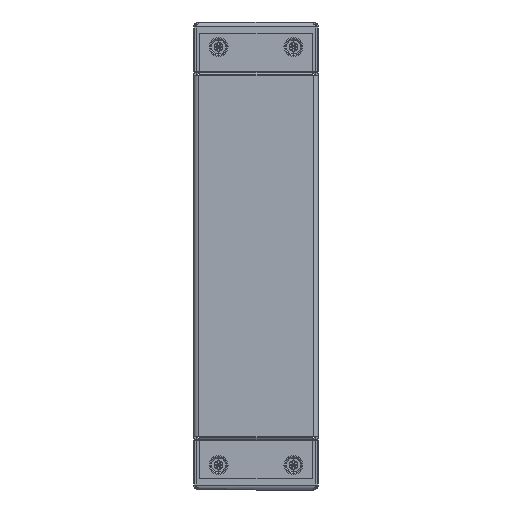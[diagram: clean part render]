
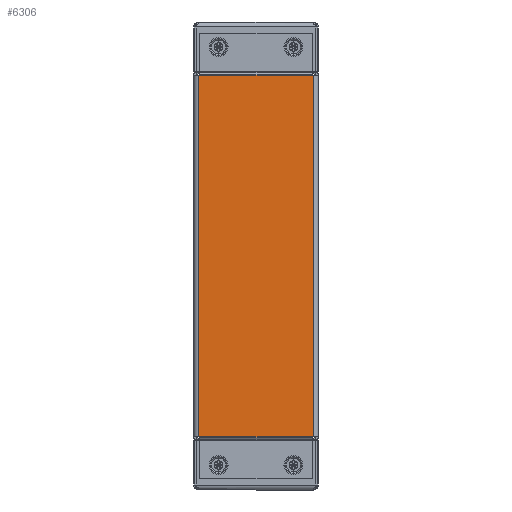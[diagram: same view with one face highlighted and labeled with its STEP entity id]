
A CAD part, left-side view. The second image highlights one B-rep face of the part: STEP entity #6306.
In plain terms, the highlighted face is planar.
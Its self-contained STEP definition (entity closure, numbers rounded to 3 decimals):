
#44 = CARTESIAN_POINT ( 'NONE',  ( 145., -50., 0. ) ) ;
#53 = DIRECTION ( 'NONE',  ( -1., 0., 0. ) ) ;
#166 = CARTESIAN_POINT ( 'NONE',  ( -145., 50., 0. ) ) ;
#186 = VERTEX_POINT ( 'NONE', #4282 ) ;
#240 = EDGE_CURVE ( 'NONE', #2020, #1751, #3596, .T. ) ;
#307 = LINE ( 'NONE', #44, #7723 ) ;
#386 = ORIENTED_EDGE ( 'NONE', *, *, #2653, .F. ) ;
#877 = VECTOR ( 'NONE', #7865, 1000. ) ;
#884 = LINE ( 'NONE', #3458, #3584 ) ;
#1071 = VERTEX_POINT ( 'NONE', #4688 ) ;
#1095 = EDGE_CURVE ( 'NONE', #1751, #186, #884, .T. ) ;
#1157 = EDGE_LOOP ( 'NONE', ( #7580, #9331, #8742, #8521, #6837, #386, #9078, #7887 ) ) ;
#1262 = EDGE_CURVE ( 'NONE', #2020, #3387, #7639, .T. ) ;
#1375 = CARTESIAN_POINT ( 'NONE',  ( 145., 45.241, 0. ) ) ;
#1407 = EDGE_CURVE ( 'NONE', #1071, #3387, #3344, .T. ) ;
#1424 = DIRECTION ( 'NONE',  ( 0., -1., 0. ) ) ;
#1469 = DIRECTION ( 'NONE',  ( 0., -1., 0. ) ) ;
#1506 = CARTESIAN_POINT ( 'NONE',  ( -145., 46., 0. ) ) ;
#1532 = CARTESIAN_POINT ( 'NONE',  ( -145., -45.241, 0. ) ) ;
#1633 = CARTESIAN_POINT ( 'NONE',  ( 145., -46., 0. ) ) ;
#1679 = VECTOR ( 'NONE', #1469, 1000. ) ;
#1751 = VERTEX_POINT ( 'NONE', #1375 ) ;
#1979 = VERTEX_POINT ( 'NONE', #2364 ) ;
#2020 = VERTEX_POINT ( 'NONE', #5155 ) ;
#2161 = LINE ( 'NONE', #4520, #6644 ) ;
#2219 = CARTESIAN_POINT ( 'NONE',  ( 145., 50., 0. ) ) ;
#2231 = DIRECTION ( 'NONE',  ( 0., 1., 0. ) ) ;
#2237 = EDGE_CURVE ( 'NONE', #1071, #8767, #8870, .T. ) ;
#2263 = EDGE_CURVE ( 'NONE', #186, #5030, #307, .T. ) ;
#2364 = CARTESIAN_POINT ( 'NONE',  ( -145., -46., 0. ) ) ;
#2653 = EDGE_CURVE ( 'NONE', #1979, #8767, #3555, .T. ) ;
#3344 = LINE ( 'NONE', #166, #4922 ) ;
#3387 = VERTEX_POINT ( 'NONE', #1506 ) ;
#3458 = CARTESIAN_POINT ( 'NONE',  ( 145., 50., 0. ) ) ;
#3555 = LINE ( 'NONE', #5974, #7834 ) ;
#3584 = VECTOR ( 'NONE', #6292, 1000. ) ;
#3596 = LINE ( 'NONE', #2219, #1679 ) ;
#4282 = CARTESIAN_POINT ( 'NONE',  ( 145., -45.241, 0. ) ) ;
#4294 = PLANE ( 'NONE',  #6757 ) ;
#4520 = CARTESIAN_POINT ( 'NONE',  ( -178.5, -46., 0. ) ) ;
#4688 = CARTESIAN_POINT ( 'NONE',  ( -145., 45.241, 0. ) ) ;
#4764 = FACE_OUTER_BOUND ( 'NONE', #1157, .T. ) ;
#4922 = VECTOR ( 'NONE', #2231, 1000. ) ;
#4997 = CARTESIAN_POINT ( 'NONE',  ( 178.5, 46., 0. ) ) ;
#5030 = VERTEX_POINT ( 'NONE', #1633 ) ;
#5155 = CARTESIAN_POINT ( 'NONE',  ( 145., 46., 0. ) ) ;
#5757 = CARTESIAN_POINT ( 'NONE',  ( 178.5, 50., 0. ) ) ;
#5974 = CARTESIAN_POINT ( 'NONE',  ( -145., -50., 0. ) ) ;
#6292 = DIRECTION ( 'NONE',  ( 0., -1., 0. ) ) ;
#6306 = ADVANCED_FACE ( 'NONE', ( #4764 ), #4294, .F. ) ;
#6644 = VECTOR ( 'NONE', #8008, 1000. ) ;
#6757 = AXIS2_PLACEMENT_3D ( 'NONE', #5757, #8641, #53 ) ;
#6837 = ORIENTED_EDGE ( 'NONE', *, *, #2237, .T. ) ;
#6915 = EDGE_CURVE ( 'NONE', #1979, #5030, #2161, .T. ) ;
#7150 = DIRECTION ( 'NONE',  ( 0., -1., 0. ) ) ;
#7212 = DIRECTION ( 'NONE',  ( 0., 1., 0. ) ) ;
#7580 = ORIENTED_EDGE ( 'NONE', *, *, #1095, .F. ) ;
#7639 = LINE ( 'NONE', #4997, #877 ) ;
#7723 = VECTOR ( 'NONE', #1424, 1000. ) ;
#7834 = VECTOR ( 'NONE', #7212, 1000. ) ;
#7865 = DIRECTION ( 'NONE',  ( -1., 0., 0. ) ) ;
#7887 = ORIENTED_EDGE ( 'NONE', *, *, #2263, .F. ) ;
#8008 = DIRECTION ( 'NONE',  ( 1., 0., 0. ) ) ;
#8521 = ORIENTED_EDGE ( 'NONE', *, *, #1407, .F. ) ;
#8641 = DIRECTION ( 'NONE',  ( 0., 0., -1. ) ) ;
#8742 = ORIENTED_EDGE ( 'NONE', *, *, #1262, .T. ) ;
#8767 = VERTEX_POINT ( 'NONE', #1532 ) ;
#8870 = LINE ( 'NONE', #9098, #9217 ) ;
#9078 = ORIENTED_EDGE ( 'NONE', *, *, #6915, .T. ) ;
#9098 = CARTESIAN_POINT ( 'NONE',  ( -145., 50., 0. ) ) ;
#9217 = VECTOR ( 'NONE', #7150, 1000. ) ;
#9331 = ORIENTED_EDGE ( 'NONE', *, *, #240, .F. ) ;
